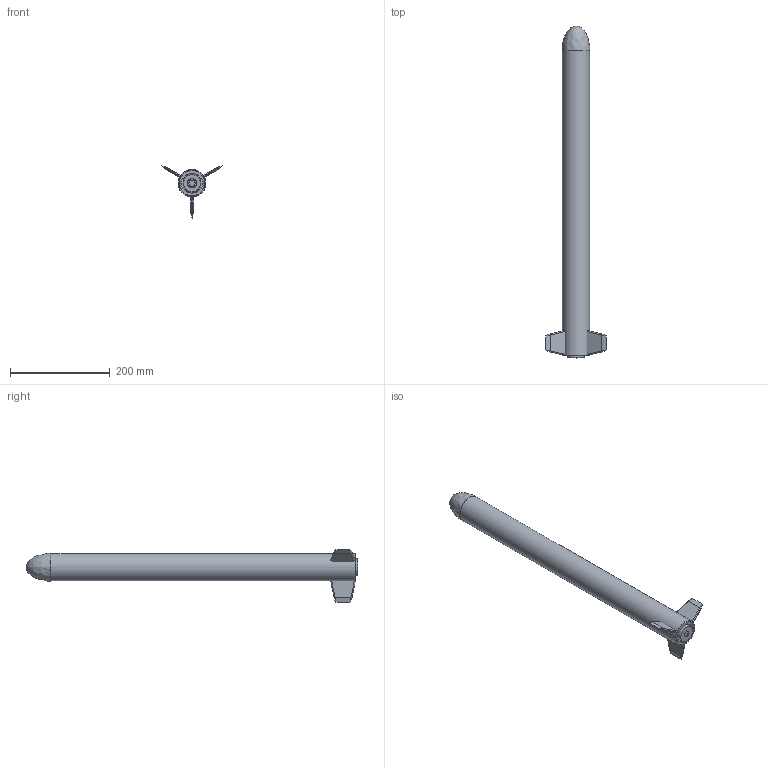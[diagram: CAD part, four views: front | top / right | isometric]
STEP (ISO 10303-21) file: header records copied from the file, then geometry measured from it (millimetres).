
FILE_DESCRIPTION(/* description */ (''),/* implementation_level */ '2;1');
FILE_NAME(/* name */ 'Assembly v3.step',/* time_stamp */ '2023-09-28T22:50:24-04:00',/* author */ (''),/* organization */ (''),/* preprocessor_version */ 'ST-DEVELOPER v20',/* originating_system */ 'Autodesk Translation Framework v12.14.0.127',/* authorisation */ '');
FILE_SCHEMA (('AUTOMOTIVE_DESIGN { 1 0 10303 214 3 1 1 }'));
Length unit declared in the file: millimetre
Products named in the file (9): Assembly; UnknownCardboardTube; Fin; NoseCone; Ring; LatchMech; Estes_C6-5_Motor; Fin_1; Fin_2
Assembly tree (8 placements, depth 3):
  Assembly
    UnknownCardboardTube
    Fin
    NoseCone
    Ring
    LatchMech
      Estes_C6-5_Motor
    Fin_1
    Fin_2
Bounding box: 121.62 x 664.6 x 105.33 mm (x, y, z)
Volume: 341059.7 mm3; surface area: 280802.9 mm2
Topology: 10 solids, 10 shells, 117 faces, 272 edges, 179 vertices
Faces by surface type: plane 72, cylinder 42, bspline 2, cone 1
Full cylindrical faces by diameter (mm): 12.5 x2, 18 x1, 19 x2, 22 x1, 34 x1, 35.3 x1, 37.3 x1, 39.3 x1, 41.3 x1, 49.3 x1, 50.05 x1, 50.8 x1, 54.8 x1
Entity records: 3816 total; most frequent: CARTESIAN_POINT 829, DIRECTION 622, ORIENTED_EDGE 540, EDGE_CURVE 270, AXIS2_PLACEMENT_3D 228, VERTEX_POINT 179, LINE 166, VECTOR 166
